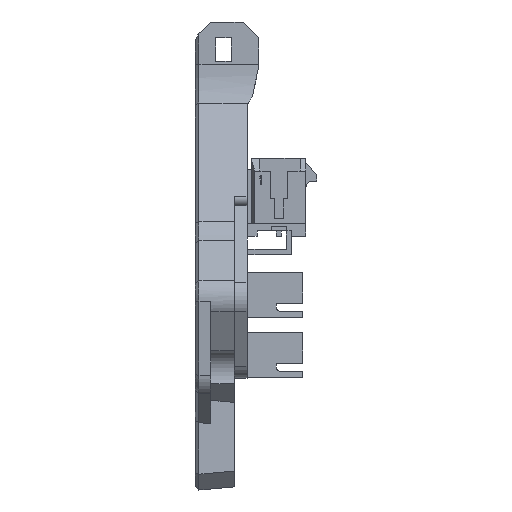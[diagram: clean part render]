
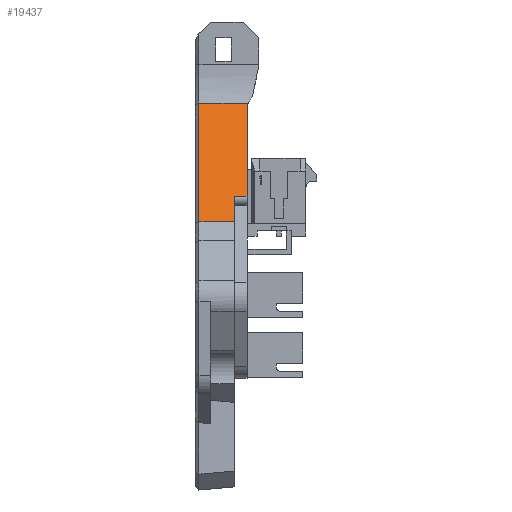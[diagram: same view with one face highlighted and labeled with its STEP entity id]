
A CAD part, front view. The second image highlights one B-rep face of the part: STEP entity #19437.
In plain terms, the highlighted face is planar.
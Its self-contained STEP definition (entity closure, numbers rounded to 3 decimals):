
#1506=FACE_OUTER_BOUND('',#2656,.T.);
#2656=EDGE_LOOP('',(#16738,#16739,#16740,#16741,#16742,#16743,#16744));
#5018=LINE('',#30669,#7450);
#5029=LINE('',#30713,#7461);
#5030=LINE('',#30721,#7462);
#5031=LINE('',#30723,#7463);
#5032=LINE('',#30725,#7464);
#5033=LINE('',#30727,#7465);
#5034=LINE('',#30728,#7466);
#7450=VECTOR('',#25240,10.);
#7461=VECTOR('',#25281,10.);
#7462=VECTOR('',#25290,10.);
#7463=VECTOR('',#25291,10.);
#7464=VECTOR('',#25292,10.);
#7465=VECTOR('',#25293,10.);
#7466=VECTOR('',#25294,10.);
#9155=VERTEX_POINT('',#30659);
#9157=VERTEX_POINT('',#30665);
#9176=VERTEX_POINT('',#30712);
#9179=VERTEX_POINT('',#30720);
#9180=VERTEX_POINT('',#30722);
#9181=VERTEX_POINT('',#30724);
#9182=VERTEX_POINT('',#30726);
#11715=EDGE_CURVE('',#9155,#9157,#5018,.T.);
#11737=EDGE_CURVE('',#9157,#9176,#5029,.T.);
#11741=EDGE_CURVE('',#9179,#9155,#5030,.T.);
#11742=EDGE_CURVE('',#9180,#9179,#5031,.T.);
#11743=EDGE_CURVE('',#9181,#9180,#5032,.T.);
#11744=EDGE_CURVE('',#9181,#9182,#5033,.T.);
#11745=EDGE_CURVE('',#9182,#9176,#5034,.F.);
#16738=ORIENTED_EDGE('',*,*,#11715,.F.);
#16739=ORIENTED_EDGE('',*,*,#11741,.F.);
#16740=ORIENTED_EDGE('',*,*,#11742,.F.);
#16741=ORIENTED_EDGE('',*,*,#11743,.F.);
#16742=ORIENTED_EDGE('',*,*,#11744,.T.);
#16743=ORIENTED_EDGE('',*,*,#11745,.T.);
#16744=ORIENTED_EDGE('',*,*,#11737,.F.);
#18225=PLANE('',#20690);
#19437=ADVANCED_FACE('',(#1506),#18225,.T.);
#20690=AXIS2_PLACEMENT_3D('',#30719,#25288,#25289);
#25240=DIRECTION('',(0.49,0.872,0.));
#25281=DIRECTION('',(0.,0.,1.));
#25288=DIRECTION('center_axis',(-0.872,0.49,0.));
#25289=DIRECTION('ref_axis',(0.49,0.872,0.));
#25290=DIRECTION('',(0.,0.,-1.));
#25291=DIRECTION('',(-0.49,-0.872,0.));
#25292=DIRECTION('',(0.,0.,-1.));
#25293=DIRECTION('',(0.49,0.872,0.));
#25294=DIRECTION('',(-0.434,-0.772,-0.463));
#30659=CARTESIAN_POINT('',(-16.747,5.874,-4.5));
#30665=CARTESIAN_POINT('',(-8.285,20.917,-4.5));
#30669=CARTESIAN_POINT('',(-14.549,9.781,-4.5));
#30712=CARTESIAN_POINT('',(-8.285,20.917,1.73));
#30713=CARTESIAN_POINT('',(-8.285,20.917,0.));
#30719=CARTESIAN_POINT('Origin',(-17.5,4.536,0.));
#30720=CARTESIAN_POINT('',(-16.747,5.874,0.));
#30721=CARTESIAN_POINT('',(-16.747,5.874,0.));
#30722=CARTESIAN_POINT('',(-14.945,9.078,0.));
#30723=CARTESIAN_POINT('',(-14.549,9.781,0.));
#30724=CARTESIAN_POINT('',(-14.945,9.078,1.6));
#30725=CARTESIAN_POINT('',(-14.945,9.078,0.));
#30726=CARTESIAN_POINT('',(-8.406,20.7,1.6));
#30727=CARTESIAN_POINT('',(-7.298,22.671,1.6));
#30728=CARTESIAN_POINT('',(-11.39,15.398,-1.581));
